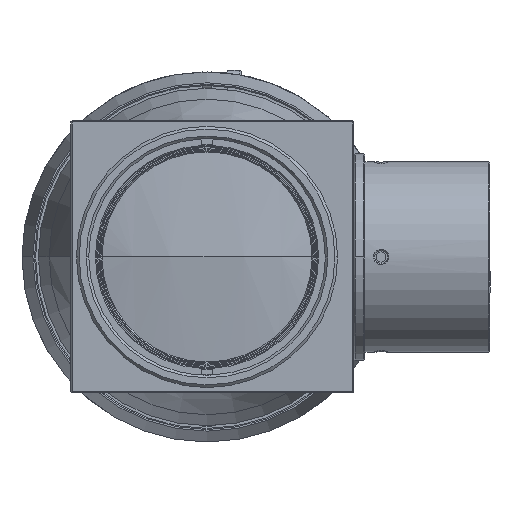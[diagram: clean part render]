
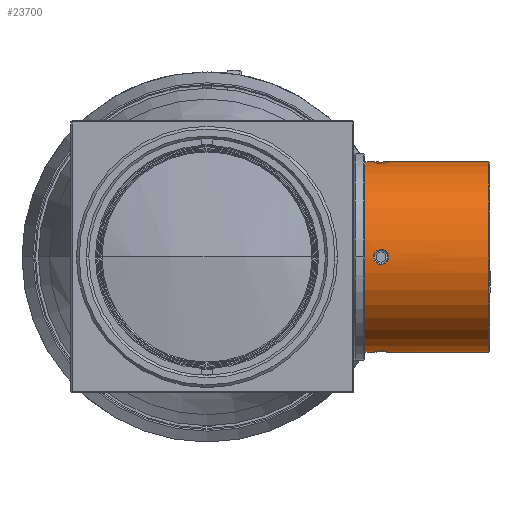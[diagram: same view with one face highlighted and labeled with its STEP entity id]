
A CAD part, left-side view. The second image highlights one B-rep face of the part: STEP entity #23700.
In plain terms, the highlighted cylindrical face has radius 17.5 mm (diameter 35 mm), a partial arc.
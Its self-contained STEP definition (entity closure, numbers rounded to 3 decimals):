
#7104=CARTESIAN_POINT('',(7.58,-29.,0.));
#7105=DIRECTION('',(0.,1.,0.));
#7106=DIRECTION('',(0.,0.,-1.));
#7107=AXIS2_PLACEMENT_3D('',#7104,#7105,#7106);
#7135=CARTESIAN_POINT('',(7.58,-33.4,
-17.5));
#7136=CARTESIAN_POINT('',(7.354,-33.4,
-17.5));
#7137=CARTESIAN_POINT('',(6.948,-33.302,
-17.492));
#7138=CARTESIAN_POINT('',(6.435,-32.903,
-17.464));
#7139=CARTESIAN_POINT('',(6.153,-32.324,
-17.442));
#7140=CARTESIAN_POINT('',(6.153,-31.676,
-17.442));
#7141=CARTESIAN_POINT('',(6.435,-31.097,
-17.464));
#7142=CARTESIAN_POINT('',(6.949,-30.697,
-17.492));
#7143=CARTESIAN_POINT('',(7.354,-30.6,
-17.5));
#7144=CARTESIAN_POINT('',(7.58,-30.6,
-17.5));
#7146=CARTESIAN_POINT('',(7.58,-30.6,17.5));
#7147=CARTESIAN_POINT('',(7.354,-30.6,17.5));
#7148=CARTESIAN_POINT('',(6.948,-30.698,17.492));
#7149=CARTESIAN_POINT('',(6.435,-31.097,17.464));
#7150=CARTESIAN_POINT('',(6.153,-31.676,17.442));
#7151=CARTESIAN_POINT('',(6.153,-32.324,17.442));
#7152=CARTESIAN_POINT('',(6.435,-32.903,17.464));
#7153=CARTESIAN_POINT('',(6.949,-33.303,17.492));
#7154=CARTESIAN_POINT('',(7.354,-33.4,17.5));
#7155=CARTESIAN_POINT('',(7.58,-33.4,17.5));
#7157=CARTESIAN_POINT('',(7.58,-51.8,0.));
#7158=DIRECTION('',(0.,-1.,0.));
#7159=DIRECTION('',(0.,0.,1.));
#7160=AXIS2_PLACEMENT_3D('',#7157,#7158,#7159);
#7162=CARTESIAN_POINT('',(-9.92,-33.4,
0.));
#7163=CARTESIAN_POINT('',(-9.92,-33.4,
0.225));
#7164=CARTESIAN_POINT('',(-9.911,-33.304,
0.63));
#7165=CARTESIAN_POINT('',(-9.883,-32.898,
1.151));
#7166=CARTESIAN_POINT('',(-9.861,-32.318,
1.428));
#7167=CARTESIAN_POINT('',(-9.862,-31.677,
1.427));
#7168=CARTESIAN_POINT('',(-9.884,-31.098,
1.148));
#7169=CARTESIAN_POINT('',(-9.912,-30.693,
0.623));
#7170=CARTESIAN_POINT('',(-9.92,-30.6,
0.223));
#7171=CARTESIAN_POINT('',(-9.92,-30.6,
0.));
#7173=CARTESIAN_POINT('',(-9.92,-30.6,
0.));
#7174=CARTESIAN_POINT('',(-9.92,-30.6,
-0.225));
#7175=CARTESIAN_POINT('',(-9.911,-30.696,
-0.63));
#7176=CARTESIAN_POINT('',(-9.883,-31.102,
-1.151));
#7177=CARTESIAN_POINT('',(-9.861,-31.682,
-1.428));
#7178=CARTESIAN_POINT('',(-9.862,-32.323,
-1.427));
#7179=CARTESIAN_POINT('',(-9.884,-32.902,
-1.148));
#7180=CARTESIAN_POINT('',(-9.912,-33.307,
-0.623));
#7181=CARTESIAN_POINT('',(-9.92,-33.4,
-0.223));
#7182=CARTESIAN_POINT('',(-9.92,-33.4,
0.));
#7203=DIRECTION('',(0.,-1.,0.));
#7204=VECTOR('',#7203,18.4);
#7205=CARTESIAN_POINT('',(7.58,-33.4,
-17.5));
#7206=LINE('',#7205,#7204);
#7212=DIRECTION('',(0.,1.,0.));
#7213=VECTOR('',#7212,18.4);
#7214=CARTESIAN_POINT('',(7.58,-51.8,17.5));
#7215=LINE('',#7214,#7213);
#7227=DIRECTION('',(0.,1.,0.));
#7228=VECTOR('',#7227,1.6);
#7229=CARTESIAN_POINT('',(7.58,-30.6,17.5));
#7230=LINE('',#7229,#7228);
#7231=DIRECTION('',(0.,-1.,0.));
#7232=VECTOR('',#7231,1.6);
#7233=CARTESIAN_POINT('',(7.58,-29.,-17.5));
#7234=LINE('',#7233,#7232);
#11836=CARTESIAN_POINT('',(7.58,-29.,-17.5));
#11837=CARTESIAN_POINT('',(7.58,-29.,17.5));
#11838=VERTEX_POINT('',#11836);
#11839=VERTEX_POINT('',#11837);
#11840=VERTEX_POINT('',#7135);
#11841=VERTEX_POINT('',#7144);
#11842=CARTESIAN_POINT('',(7.58,-30.6,
17.5));
#11843=VERTEX_POINT('',#11842);
#11844=VERTEX_POINT('',#7155);
#11845=CARTESIAN_POINT('',(7.58,-51.8,17.5));
#11846=VERTEX_POINT('',#11845);
#11847=CARTESIAN_POINT('',(7.58,-51.8,-17.5));
#11848=VERTEX_POINT('',#11847);
#11849=VERTEX_POINT('',#7162);
#11850=VERTEX_POINT('',#7171);
#23672=CARTESIAN_POINT('',(7.58,-40.4,0.));
#23673=DIRECTION('',(0.,-1.,0.));
#23674=DIRECTION('',(0.,0.,1.));
#23675=AXIS2_PLACEMENT_3D('',#23672,#23673,#23674);
#23676=CYLINDRICAL_SURFACE('',#23675,17.5);
#23678=ORIENTED_EDGE('',*,*,#23677,.T.);
#23680=ORIENTED_EDGE('',*,*,#23679,.F.);
#23681=ORIENTED_EDGE('',*,*,#23619,.T.);
#23683=ORIENTED_EDGE('',*,*,#23682,.F.);
#23685=ORIENTED_EDGE('',*,*,#23684,.T.);
#23687=ORIENTED_EDGE('',*,*,#23686,.F.);
#23689=ORIENTED_EDGE('',*,*,#23688,.T.);
#23691=ORIENTED_EDGE('',*,*,#23690,.F.);
#23692=EDGE_LOOP('',(#23678,#23680,#23681,#23683,#23685,#23687,#23689,#23691));
#23693=FACE_OUTER_BOUND('',#23692,.F.);
#23695=ORIENTED_EDGE('',*,*,#23694,.T.);
#23697=ORIENTED_EDGE('',*,*,#23696,.T.);
#23698=EDGE_LOOP('',(#23695,#23697));
#23699=FACE_BOUND('',#23698,.F.);
#7108=CIRCLE('',#7107,17.5);
#7145=B_SPLINE_CURVE_WITH_KNOTS('',3,(#7135,#7136,#7137,#7138,#7139,#7140,#7141,
#7142,#7143,#7144),.UNSPECIFIED.,.F.,.F.,(4,1,1,1,1,1,1,4),(0.,
0.143,0.286,0.429,0.571,
0.714,0.857,1.),.UNSPECIFIED.);
#7156=B_SPLINE_CURVE_WITH_KNOTS('',3,(#7146,#7147,#7148,#7149,#7150,#7151,#7152,
#7153,#7154,#7155),.UNSPECIFIED.,.F.,.F.,(4,1,1,1,1,1,1,4),(0.,
0.143,0.286,0.429,0.571,
0.714,0.857,1.),.UNSPECIFIED.);
#7161=CIRCLE('',#7160,17.5);
#7172=B_SPLINE_CURVE_WITH_KNOTS('',3,(#7162,#7163,#7164,#7165,#7166,#7167,#7168,
#7169,#7170,#7171),.UNSPECIFIED.,.F.,.F.,(4,1,1,1,1,1,1,4),(0.,
0.143,0.286,0.429,0.571,
0.714,0.857,1.),.UNSPECIFIED.);
#7183=B_SPLINE_CURVE_WITH_KNOTS('',3,(#7173,#7174,#7175,#7176,#7177,#7178,#7179,
#7180,#7181,#7182),.UNSPECIFIED.,.F.,.F.,(4,1,1,1,1,1,1,4),(0.,
0.143,0.286,0.429,0.571,
0.714,0.857,1.),.UNSPECIFIED.);
#23619=EDGE_CURVE('',#11838,#11839,#7108,.T.);
#23677=EDGE_CURVE('',#11840,#11841,#7145,.T.);
#23679=EDGE_CURVE('',#11838,#11841,#7234,.T.);
#23682=EDGE_CURVE('',#11843,#11839,#7230,.T.);
#23684=EDGE_CURVE('',#11843,#11844,#7156,.T.);
#23686=EDGE_CURVE('',#11846,#11844,#7215,.T.);
#23688=EDGE_CURVE('',#11846,#11848,#7161,.T.);
#23690=EDGE_CURVE('',#11840,#11848,#7206,.T.);
#23694=EDGE_CURVE('',#11849,#11850,#7172,.T.);
#23696=EDGE_CURVE('',#11850,#11849,#7183,.T.);
#23700=ADVANCED_FACE('',(#23693,#23699),#23676,.T.);
